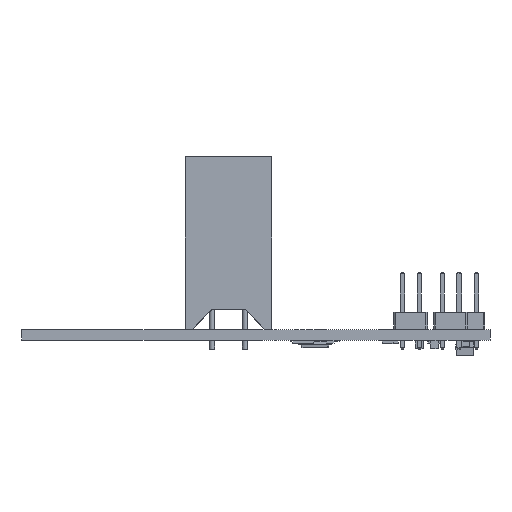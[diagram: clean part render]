
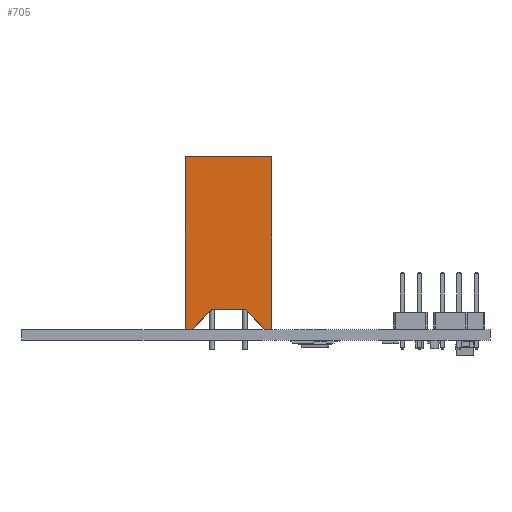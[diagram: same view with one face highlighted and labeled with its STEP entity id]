
A CAD part, front view. The second image highlights one B-rep face of the part: STEP entity #705.
In plain terms, the highlighted planar face has unit normal (0, -1, 0).
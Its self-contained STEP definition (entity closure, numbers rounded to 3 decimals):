
#230 = VERTEX_POINT('',#231);
#231 = CARTESIAN_POINT('',(-4.,-4.5,0.));
#240 = PLANE('',#241);
#241 = AXIS2_PLACEMENT_3D('',#242,#243,#244);
#242 = CARTESIAN_POINT('',(-4.,-4.5,0.));
#243 = DIRECTION('',(0.,0.,1.));
#244 = DIRECTION('',(0.,1.,0.));
#252 = PLANE('',#253);
#253 = AXIS2_PLACEMENT_3D('',#254,#255,#256);
#254 = CARTESIAN_POINT('',(-4.,-4.5,0.));
#255 = DIRECTION('',(-1.,0.,0.));
#256 = DIRECTION('',(0.,0.,-1.));
#264 = EDGE_CURVE('',#230,#265,#267,.T.);
#265 = VERTEX_POINT('',#266);
#266 = CARTESIAN_POINT('',(-3.,-4.5,0.));
#267 = SURFACE_CURVE('',#268,(#272,#279),.PCURVE_S1.);
#268 = LINE('',#269,#270);
#269 = CARTESIAN_POINT('',(-4.,-4.5,0.));
#270 = VECTOR('',#271,1.);
#271 = DIRECTION('',(1.,0.,0.));
#272 = PCURVE('',#240,#273);
#273 = DEFINITIONAL_REPRESENTATION('',(#274),#278);
#274 = LINE('',#275,#276);
#275 = CARTESIAN_POINT('',(0.,0.));
#276 = VECTOR('',#277,1.);
#277 = DIRECTION('',(0.,-1.));
#278 = ( GEOMETRIC_REPRESENTATION_CONTEXT(2) 
PARAMETRIC_REPRESENTATION_CONTEXT() REPRESENTATION_CONTEXT('2D SPACE',''
  ) );
#279 = PCURVE('',#280,#285);
#280 = PLANE('',#281);
#281 = AXIS2_PLACEMENT_3D('',#282,#283,#284);
#282 = CARTESIAN_POINT('',(-4.,-4.5,26.));
#283 = DIRECTION('',(0.,1.,0.));
#284 = DIRECTION('',(0.,0.,-1.));
#285 = DEFINITIONAL_REPRESENTATION('',(#286),#290);
#286 = LINE('',#287,#288);
#287 = CARTESIAN_POINT('',(26.,0.));
#288 = VECTOR('',#289,1.);
#289 = DIRECTION('',(0.,-1.));
#290 = ( GEOMETRIC_REPRESENTATION_CONTEXT(2) 
PARAMETRIC_REPRESENTATION_CONTEXT() REPRESENTATION_CONTEXT('2D SPACE',''
  ) );
#308 = PLANE('',#309);
#309 = AXIS2_PLACEMENT_3D('',#310,#311,#312);
#310 = CARTESIAN_POINT('',(-3.,4.5,0.));
#311 = DIRECTION('',(-0.707,0.,0.707));
#312 = DIRECTION('',(0.707,0.,0.707));
#349 = EDGE_CURVE('',#350,#230,#352,.T.);
#350 = VERTEX_POINT('',#351);
#351 = CARTESIAN_POINT('',(-4.,-4.5,26.));
#352 = SURFACE_CURVE('',#353,(#357,#364),.PCURVE_S1.);
#353 = LINE('',#354,#355);
#354 = CARTESIAN_POINT('',(-4.,-4.5,26.));
#355 = VECTOR('',#356,1.);
#356 = DIRECTION('',(0.,0.,-1.));
#357 = PCURVE('',#252,#358);
#358 = DEFINITIONAL_REPRESENTATION('',(#359),#363);
#359 = LINE('',#360,#361);
#360 = CARTESIAN_POINT('',(-26.,-0.));
#361 = VECTOR('',#362,1.);
#362 = DIRECTION('',(1.,0.));
#363 = ( GEOMETRIC_REPRESENTATION_CONTEXT(2) 
PARAMETRIC_REPRESENTATION_CONTEXT() REPRESENTATION_CONTEXT('2D SPACE',''
  ) );
#364 = PCURVE('',#280,#365);
#365 = DEFINITIONAL_REPRESENTATION('',(#366),#370);
#366 = LINE('',#367,#368);
#367 = CARTESIAN_POINT('',(0.,0.));
#368 = VECTOR('',#369,1.);
#369 = DIRECTION('',(1.,0.));
#370 = ( GEOMETRIC_REPRESENTATION_CONTEXT(2) 
PARAMETRIC_REPRESENTATION_CONTEXT() REPRESENTATION_CONTEXT('2D SPACE',''
  ) );
#388 = PLANE('',#389);
#389 = AXIS2_PLACEMENT_3D('',#390,#391,#392);
#390 = CARTESIAN_POINT('',(-4.,4.5,26.));
#391 = DIRECTION('',(0.,0.,-1.));
#392 = DIRECTION('',(0.,-1.,0.));
#466 = PLANE('',#467);
#467 = AXIS2_PLACEMENT_3D('',#468,#469,#470);
#468 = CARTESIAN_POINT('',(0.,4.5,3.));
#469 = DIRECTION('',(0.,0.,1.));
#470 = DIRECTION('',(1.,0.,-0.));
#494 = PLANE('',#495);
#495 = AXIS2_PLACEMENT_3D('',#496,#497,#498);
#496 = CARTESIAN_POINT('',(5.,4.5,3.));
#497 = DIRECTION('',(0.707,0.,0.707));
#498 = DIRECTION('',(0.707,0.,-0.707));
#522 = PLANE('',#523);
#523 = AXIS2_PLACEMENT_3D('',#524,#525,#526);
#524 = CARTESIAN_POINT('',(-4.,-4.5,0.));
#525 = DIRECTION('',(0.,0.,1.));
#526 = DIRECTION('',(0.,1.,0.));
#550 = PLANE('',#551);
#551 = AXIS2_PLACEMENT_3D('',#552,#553,#554);
#552 = CARTESIAN_POINT('',(9.,-4.5,0.));
#553 = DIRECTION('',(-1.,0.,0.));
#554 = DIRECTION('',(0.,0.,-1.));
#588 = EDGE_CURVE('',#265,#589,#591,.T.);
#589 = VERTEX_POINT('',#590);
#590 = CARTESIAN_POINT('',(0.,-4.5,3.));
#591 = SURFACE_CURVE('',#592,(#596,#603),.PCURVE_S1.);
#592 = LINE('',#593,#594);
#593 = CARTESIAN_POINT('',(-3.,-4.5,0.));
#594 = VECTOR('',#595,1.);
#595 = DIRECTION('',(0.707,0.,0.707));
#596 = PCURVE('',#308,#597);
#597 = DEFINITIONAL_REPRESENTATION('',(#598),#602);
#598 = LINE('',#599,#600);
#599 = CARTESIAN_POINT('',(0.,-9.));
#600 = VECTOR('',#601,1.);
#601 = DIRECTION('',(1.,0.));
#602 = ( GEOMETRIC_REPRESENTATION_CONTEXT(2) 
PARAMETRIC_REPRESENTATION_CONTEXT() REPRESENTATION_CONTEXT('2D SPACE',''
  ) );
#603 = PCURVE('',#280,#604);
#604 = DEFINITIONAL_REPRESENTATION('',(#605),#609);
#605 = LINE('',#606,#607);
#606 = CARTESIAN_POINT('',(26.,-1.));
#607 = VECTOR('',#608,1.);
#608 = DIRECTION('',(-0.707,-0.707));
#609 = ( GEOMETRIC_REPRESENTATION_CONTEXT(2) 
PARAMETRIC_REPRESENTATION_CONTEXT() REPRESENTATION_CONTEXT('2D SPACE',''
  ) );
#705 = ADVANCED_FACE('',(#706),#280,.F.);
#706 = FACE_BOUND('',#707,.F.);
#707 = EDGE_LOOP('',(#708,#709,#732,#755,#778,#801,#822,#823));
#708 = ORIENTED_EDGE('',*,*,#349,.F.);
#709 = ORIENTED_EDGE('',*,*,#710,.T.);
#710 = EDGE_CURVE('',#350,#711,#713,.T.);
#711 = VERTEX_POINT('',#712);
#712 = CARTESIAN_POINT('',(9.,-4.5,26.));
#713 = SURFACE_CURVE('',#714,(#718,#725),.PCURVE_S1.);
#714 = LINE('',#715,#716);
#715 = CARTESIAN_POINT('',(-4.,-4.5,26.));
#716 = VECTOR('',#717,1.);
#717 = DIRECTION('',(1.,0.,0.));
#718 = PCURVE('',#280,#719);
#719 = DEFINITIONAL_REPRESENTATION('',(#720),#724);
#720 = LINE('',#721,#722);
#721 = CARTESIAN_POINT('',(0.,0.));
#722 = VECTOR('',#723,1.);
#723 = DIRECTION('',(0.,-1.));
#724 = ( GEOMETRIC_REPRESENTATION_CONTEXT(2) 
PARAMETRIC_REPRESENTATION_CONTEXT() REPRESENTATION_CONTEXT('2D SPACE',''
  ) );
#725 = PCURVE('',#388,#726);
#726 = DEFINITIONAL_REPRESENTATION('',(#727),#731);
#727 = LINE('',#728,#729);
#728 = CARTESIAN_POINT('',(9.,0.));
#729 = VECTOR('',#730,1.);
#730 = DIRECTION('',(0.,-1.));
#731 = ( GEOMETRIC_REPRESENTATION_CONTEXT(2) 
PARAMETRIC_REPRESENTATION_CONTEXT() REPRESENTATION_CONTEXT('2D SPACE',''
  ) );
#732 = ORIENTED_EDGE('',*,*,#733,.T.);
#733 = EDGE_CURVE('',#711,#734,#736,.T.);
#734 = VERTEX_POINT('',#735);
#735 = CARTESIAN_POINT('',(9.,-4.5,0.));
#736 = SURFACE_CURVE('',#737,(#741,#748),.PCURVE_S1.);
#737 = LINE('',#738,#739);
#738 = CARTESIAN_POINT('',(9.,-4.5,26.));
#739 = VECTOR('',#740,1.);
#740 = DIRECTION('',(0.,0.,-1.));
#741 = PCURVE('',#280,#742);
#742 = DEFINITIONAL_REPRESENTATION('',(#743),#747);
#743 = LINE('',#744,#745);
#744 = CARTESIAN_POINT('',(0.,-13.));
#745 = VECTOR('',#746,1.);
#746 = DIRECTION('',(1.,0.));
#747 = ( GEOMETRIC_REPRESENTATION_CONTEXT(2) 
PARAMETRIC_REPRESENTATION_CONTEXT() REPRESENTATION_CONTEXT('2D SPACE',''
  ) );
#748 = PCURVE('',#550,#749);
#749 = DEFINITIONAL_REPRESENTATION('',(#750),#754);
#750 = LINE('',#751,#752);
#751 = CARTESIAN_POINT('',(-26.,-0.));
#752 = VECTOR('',#753,1.);
#753 = DIRECTION('',(1.,0.));
#754 = ( GEOMETRIC_REPRESENTATION_CONTEXT(2) 
PARAMETRIC_REPRESENTATION_CONTEXT() REPRESENTATION_CONTEXT('2D SPACE',''
  ) );
#755 = ORIENTED_EDGE('',*,*,#756,.F.);
#756 = EDGE_CURVE('',#757,#734,#759,.T.);
#757 = VERTEX_POINT('',#758);
#758 = CARTESIAN_POINT('',(8.,-4.5,0.));
#759 = SURFACE_CURVE('',#760,(#764,#771),.PCURVE_S1.);
#760 = LINE('',#761,#762);
#761 = CARTESIAN_POINT('',(-4.,-4.5,0.));
#762 = VECTOR('',#763,1.);
#763 = DIRECTION('',(1.,0.,0.));
#764 = PCURVE('',#280,#765);
#765 = DEFINITIONAL_REPRESENTATION('',(#766),#770);
#766 = LINE('',#767,#768);
#767 = CARTESIAN_POINT('',(26.,0.));
#768 = VECTOR('',#769,1.);
#769 = DIRECTION('',(0.,-1.));
#770 = ( GEOMETRIC_REPRESENTATION_CONTEXT(2) 
PARAMETRIC_REPRESENTATION_CONTEXT() REPRESENTATION_CONTEXT('2D SPACE',''
  ) );
#771 = PCURVE('',#522,#772);
#772 = DEFINITIONAL_REPRESENTATION('',(#773),#777);
#773 = LINE('',#774,#775);
#774 = CARTESIAN_POINT('',(0.,0.));
#775 = VECTOR('',#776,1.);
#776 = DIRECTION('',(0.,-1.));
#777 = ( GEOMETRIC_REPRESENTATION_CONTEXT(2) 
PARAMETRIC_REPRESENTATION_CONTEXT() REPRESENTATION_CONTEXT('2D SPACE',''
  ) );
#778 = ORIENTED_EDGE('',*,*,#779,.F.);
#779 = EDGE_CURVE('',#780,#757,#782,.T.);
#780 = VERTEX_POINT('',#781);
#781 = CARTESIAN_POINT('',(5.,-4.5,3.));
#782 = SURFACE_CURVE('',#783,(#787,#794),.PCURVE_S1.);
#783 = LINE('',#784,#785);
#784 = CARTESIAN_POINT('',(5.,-4.5,3.));
#785 = VECTOR('',#786,1.);
#786 = DIRECTION('',(0.707,0.,-0.707));
#787 = PCURVE('',#280,#788);
#788 = DEFINITIONAL_REPRESENTATION('',(#789),#793);
#789 = LINE('',#790,#791);
#790 = CARTESIAN_POINT('',(23.,-9.));
#791 = VECTOR('',#792,1.);
#792 = DIRECTION('',(0.707,-0.707));
#793 = ( GEOMETRIC_REPRESENTATION_CONTEXT(2) 
PARAMETRIC_REPRESENTATION_CONTEXT() REPRESENTATION_CONTEXT('2D SPACE',''
  ) );
#794 = PCURVE('',#494,#795);
#795 = DEFINITIONAL_REPRESENTATION('',(#796),#800);
#796 = LINE('',#797,#798);
#797 = CARTESIAN_POINT('',(0.,-9.));
#798 = VECTOR('',#799,1.);
#799 = DIRECTION('',(1.,0.));
#800 = ( GEOMETRIC_REPRESENTATION_CONTEXT(2) 
PARAMETRIC_REPRESENTATION_CONTEXT() REPRESENTATION_CONTEXT('2D SPACE',''
  ) );
#801 = ORIENTED_EDGE('',*,*,#802,.F.);
#802 = EDGE_CURVE('',#589,#780,#803,.T.);
#803 = SURFACE_CURVE('',#804,(#808,#815),.PCURVE_S1.);
#804 = LINE('',#805,#806);
#805 = CARTESIAN_POINT('',(0.,-4.5,3.));
#806 = VECTOR('',#807,1.);
#807 = DIRECTION('',(1.,0.,0.));
#808 = PCURVE('',#280,#809);
#809 = DEFINITIONAL_REPRESENTATION('',(#810),#814);
#810 = LINE('',#811,#812);
#811 = CARTESIAN_POINT('',(23.,-4.));
#812 = VECTOR('',#813,1.);
#813 = DIRECTION('',(0.,-1.));
#814 = ( GEOMETRIC_REPRESENTATION_CONTEXT(2) 
PARAMETRIC_REPRESENTATION_CONTEXT() REPRESENTATION_CONTEXT('2D SPACE',''
  ) );
#815 = PCURVE('',#466,#816);
#816 = DEFINITIONAL_REPRESENTATION('',(#817),#821);
#817 = LINE('',#818,#819);
#818 = CARTESIAN_POINT('',(0.,-9.));
#819 = VECTOR('',#820,1.);
#820 = DIRECTION('',(1.,0.));
#821 = ( GEOMETRIC_REPRESENTATION_CONTEXT(2) 
PARAMETRIC_REPRESENTATION_CONTEXT() REPRESENTATION_CONTEXT('2D SPACE',''
  ) );
#822 = ORIENTED_EDGE('',*,*,#588,.F.);
#823 = ORIENTED_EDGE('',*,*,#264,.F.);
